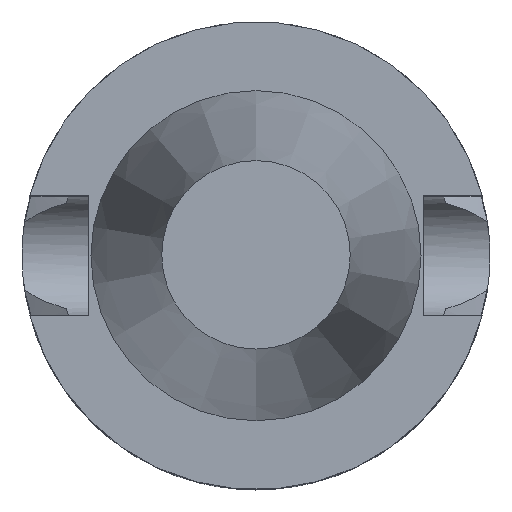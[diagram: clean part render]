
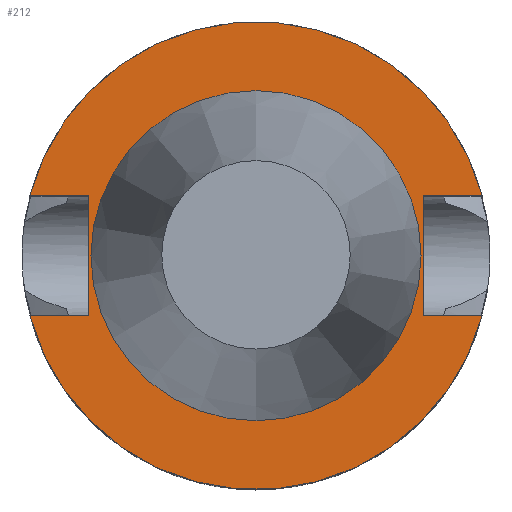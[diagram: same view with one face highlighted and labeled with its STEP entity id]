
A CAD part, top view. The second image highlights one B-rep face of the part: STEP entity #212.
In plain terms, the highlighted planar face has unit normal (0, 0, 1).
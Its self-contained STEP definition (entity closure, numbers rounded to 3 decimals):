
#116=EDGE_CURVE('240[2]',#344,#345,#346,.T.);
#140=EDGE_CURVE('240[2]',#345,#367,#383,.T.);
#174=EDGE_CURVE('240[2]',#367,#436,#437,.T.);
#184=EDGE_CURVE('240[2]',#425,#344,#450,.T.);
#212=ADVANCED_FACE('240[2]',(#485,#486),#487,.T.);
#255=EDGE_CURVE('240[2]',#520,#425,#545,.T.);
#257=EDGE_CURVE('240[2]',#547,#520,#548,.T.);
#263=EDGE_CURVE('240[2]',#429,#547,#554,.T.);
#293=EDGE_CURVE('240[2]',#436,#429,#597,.T.);
#297=EDGE_CURVE('240[2]',#601,#601,#602,.T.);
#344=VERTEX_POINT('',#647);
#345=VERTEX_POINT('',#648);
#346=LINE('',#649,#650);
#367=VERTEX_POINT('',#678);
#383=LINE('',#700,#701);
#425=VERTEX_POINT('',#775);
#429=VERTEX_POINT('',#781);
#436=VERTEX_POINT('',#791);
#437=LINE('',#792,#793);
#450=CIRCLE('',#838,31.5);
#485=FACE_OUTER_BOUND('',#909,.T.);
#486=FACE_BOUND('',#910,.T.);
#487=PLANE('',#911);
#520=VERTEX_POINT('',#981);
#545=LINE('',#1026,#1027);
#547=VERTEX_POINT('',#1030);
#548=LINE('',#1031,#1032);
#554=LINE('',#1051,#1052);
#597=CIRCLE('',#1183,31.5);
#601=VERTEX_POINT('',#1189);
#602=CIRCLE('',#1190,22.225);
#647=CARTESIAN_POINT('',(-30.454,8.05,-1.));
#648=CARTESIAN_POINT('',(-22.5,8.05,-1.));
#649=CARTESIAN_POINT('',(-11.25,8.05,-1.));
#650=VECTOR('',#1320,1.0);
#678=CARTESIAN_POINT('',(-22.5,-8.05,-1.));
#700=CARTESIAN_POINT('',(-22.5,13.431,-1.));
#701=VECTOR('',#1363,1.0);
#775=CARTESIAN_POINT('',(30.454,8.05,-1.));
#781=CARTESIAN_POINT('',(30.454,-8.05,-1.));
#791=CARTESIAN_POINT('',(-30.454,-8.05,-1.));
#792=CARTESIAN_POINT('',(-11.25,-8.05,-1.));
#793=VECTOR('',#1413,1.0);
#838=AXIS2_PLACEMENT_3D('',#1417,#1418,#1419);
#909=EDGE_LOOP('',(#1463,#1464,#1465,#1466,#1467,#1468,#1469,#1470));
#910=EDGE_LOOP('',(#1471));
#911=AXIS2_PLACEMENT_3D('',#1472,#1473,#1474);
#981=CARTESIAN_POINT('',(22.5,8.05,-1.));
#1026=CARTESIAN_POINT('',(11.25,8.05,-1.));
#1027=VECTOR('',#1541,1.0);
#1030=CARTESIAN_POINT('',(22.5,-8.05,-1.));
#1031=CARTESIAN_POINT('',(22.5,13.431,-1.));
#1032=VECTOR('',#1542,1.0);
#1051=CARTESIAN_POINT('',(11.25,-8.05,-1.));
#1052=VECTOR('',#1544,1.0);
#1183=AXIS2_PLACEMENT_3D('',#1594,#1595,#1596);
#1189=CARTESIAN_POINT('',(0.,22.225,-1.));
#1190=AXIS2_PLACEMENT_3D('',#1600,#1601,#1602);
#1320=DIRECTION('',(1.0,0.,0.));
#1363=DIRECTION('',(0.,-1.0,0.));
#1413=DIRECTION('',(-1.0,0.,0.));
#1417=CARTESIAN_POINT('',(0.,0.,-1.));
#1418=DIRECTION('',(0.,0.,1.0));
#1419=DIRECTION('',(0.,1.0,0.));
#1463=ORIENTED_EDGE('',*,*,#255,.T.);
#1464=ORIENTED_EDGE('',*,*,#184,.T.);
#1465=ORIENTED_EDGE('',*,*,#116,.T.);
#1466=ORIENTED_EDGE('',*,*,#140,.T.);
#1467=ORIENTED_EDGE('',*,*,#174,.T.);
#1468=ORIENTED_EDGE('',*,*,#293,.T.);
#1469=ORIENTED_EDGE('',*,*,#263,.T.);
#1470=ORIENTED_EDGE('',*,*,#257,.T.);
#1471=ORIENTED_EDGE('',*,*,#297,.F.);
#1472=CARTESIAN_POINT('',(0.,26.863,-1.));
#1473=DIRECTION('',(0.,0.,1.0));
#1474=DIRECTION('',(1.0,0.,0.0));
#1541=DIRECTION('',(1.0,0.,0.));
#1542=DIRECTION('',(0.,1.0,0.));
#1544=DIRECTION('',(-1.0,0.,0.));
#1594=CARTESIAN_POINT('',(0.,0.,-1.));
#1595=DIRECTION('',(0.,0.,1.0));
#1596=DIRECTION('',(0.,1.0,0.));
#1600=CARTESIAN_POINT('',(0.,0.,-1.));
#1601=DIRECTION('',(0.,0.,1.0));
#1602=DIRECTION('',(0.,1.0,0.));
